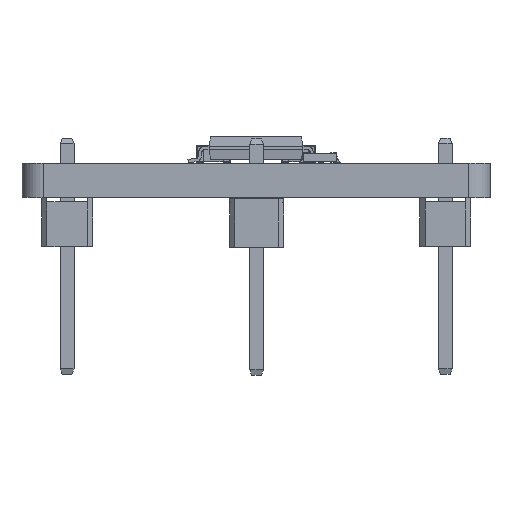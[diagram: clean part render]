
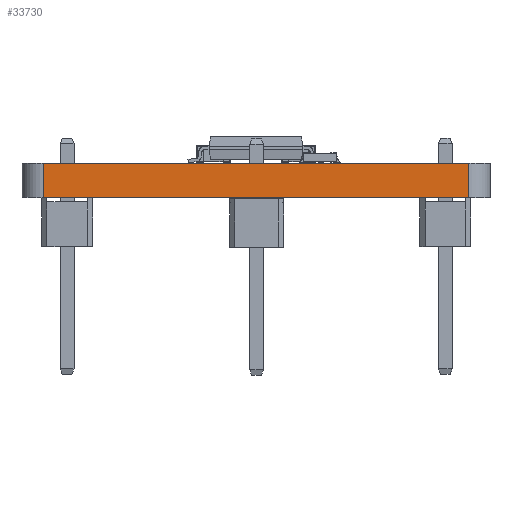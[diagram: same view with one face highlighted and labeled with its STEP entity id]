
A CAD part, front view. The second image highlights one B-rep face of the part: STEP entity #33730.
In plain terms, the highlighted planar face has unit normal (0, -1, 0).
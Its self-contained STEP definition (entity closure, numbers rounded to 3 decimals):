
#32344 = PLANE('',#32345);
#32345 = AXIS2_PLACEMENT_3D('',#32346,#32347,#32348);
#32346 = CARTESIAN_POINT('',(11.,11.,1.6));
#32347 = DIRECTION('',(0.,0.,1.));
#32348 = DIRECTION('',(1.,0.,-0.));
#32399 = PLANE('',#32400);
#32400 = AXIS2_PLACEMENT_3D('',#32401,#32402,#32403);
#32401 = CARTESIAN_POINT('',(11.,11.,0.));
#32402 = DIRECTION('',(0.,0.,1.));
#32403 = DIRECTION('',(1.,0.,-0.));
#32454 = CYLINDRICAL_SURFACE('',#32455,1.);
#32455 = AXIS2_PLACEMENT_3D('',#32456,#32457,#32458);
#32456 = CARTESIAN_POINT('',(21.,1.,0.));
#32457 = DIRECTION('',(-0.,-0.,-1.));
#32458 = DIRECTION('',(1.,0.,-0.));
#32621 = VERTEX_POINT('',#32622);
#32622 = CARTESIAN_POINT('',(1.,-0.,0.));
#32637 = CYLINDRICAL_SURFACE('',#32638,1.);
#32638 = AXIS2_PLACEMENT_3D('',#32639,#32640,#32641);
#32639 = CARTESIAN_POINT('',(1.,1.,0.));
#32640 = DIRECTION('',(-0.,-0.,-1.));
#32641 = DIRECTION('',(1.,0.,-0.));
#32649 = EDGE_CURVE('',#32650,#32621,#32652,.T.);
#32650 = VERTEX_POINT('',#32651);
#32651 = CARTESIAN_POINT('',(21.,-0.,0.));
#32652 = SURFACE_CURVE('',#32653,(#32657,#32664),.PCURVE_S1.);
#32653 = LINE('',#32654,#32655);
#32654 = CARTESIAN_POINT('',(21.,-0.,0.));
#32655 = VECTOR('',#32656,1.);
#32656 = DIRECTION('',(-1.,0.,0.));
#32657 = PCURVE('',#32399,#32658);
#32658 = DEFINITIONAL_REPRESENTATION('',(#32659),#32663);
#32659 = LINE('',#32660,#32661);
#32660 = CARTESIAN_POINT('',(10.,-11.));
#32661 = VECTOR('',#32662,1.);
#32662 = DIRECTION('',(-1.,0.));
#32663 = ( GEOMETRIC_REPRESENTATION_CONTEXT(2) 
PARAMETRIC_REPRESENTATION_CONTEXT() REPRESENTATION_CONTEXT('2D SPACE',''
  ) );
#32664 = PCURVE('',#32665,#32670);
#32665 = PLANE('',#32666);
#32666 = AXIS2_PLACEMENT_3D('',#32667,#32668,#32669);
#32667 = CARTESIAN_POINT('',(21.,0.,0.));
#32668 = DIRECTION('',(0.,-1.,0.));
#32669 = DIRECTION('',(-1.,0.,0.));
#32670 = DEFINITIONAL_REPRESENTATION('',(#32671),#32675);
#32671 = LINE('',#32672,#32673);
#32672 = CARTESIAN_POINT('',(0.,0.));
#32673 = VECTOR('',#32674,1.);
#32674 = DIRECTION('',(1.,0.));
#32675 = ( GEOMETRIC_REPRESENTATION_CONTEXT(2) 
PARAMETRIC_REPRESENTATION_CONTEXT() REPRESENTATION_CONTEXT('2D SPACE',''
  ) );
#33218 = VERTEX_POINT('',#33219);
#33219 = CARTESIAN_POINT('',(1.,0.,1.6));
#33241 = EDGE_CURVE('',#33242,#33218,#33244,.T.);
#33242 = VERTEX_POINT('',#33243);
#33243 = CARTESIAN_POINT('',(21.,0.,1.6));
#33244 = SURFACE_CURVE('',#33245,(#33249,#33256),.PCURVE_S1.);
#33245 = LINE('',#33246,#33247);
#33246 = CARTESIAN_POINT('',(21.,0.,1.6));
#33247 = VECTOR('',#33248,1.);
#33248 = DIRECTION('',(-1.,0.,0.));
#33249 = PCURVE('',#32344,#33250);
#33250 = DEFINITIONAL_REPRESENTATION('',(#33251),#33255);
#33251 = LINE('',#33252,#33253);
#33252 = CARTESIAN_POINT('',(10.,-11.));
#33253 = VECTOR('',#33254,1.);
#33254 = DIRECTION('',(-1.,0.));
#33255 = ( GEOMETRIC_REPRESENTATION_CONTEXT(2) 
PARAMETRIC_REPRESENTATION_CONTEXT() REPRESENTATION_CONTEXT('2D SPACE',''
  ) );
#33256 = PCURVE('',#32665,#33257);
#33257 = DEFINITIONAL_REPRESENTATION('',(#33258),#33262);
#33258 = LINE('',#33259,#33260);
#33259 = CARTESIAN_POINT('',(0.,-1.6));
#33260 = VECTOR('',#33261,1.);
#33261 = DIRECTION('',(1.,0.));
#33262 = ( GEOMETRIC_REPRESENTATION_CONTEXT(2) 
PARAMETRIC_REPRESENTATION_CONTEXT() REPRESENTATION_CONTEXT('2D SPACE',''
  ) );
#33680 = EDGE_CURVE('',#32650,#33242,#33681,.T.);
#33681 = SURFACE_CURVE('',#33682,(#33686,#33693),.PCURVE_S1.);
#33682 = LINE('',#33683,#33684);
#33683 = CARTESIAN_POINT('',(21.,-0.,0.));
#33684 = VECTOR('',#33685,1.);
#33685 = DIRECTION('',(0.,0.,1.));
#33686 = PCURVE('',#32454,#33687);
#33687 = DEFINITIONAL_REPRESENTATION('',(#33688),#33692);
#33688 = LINE('',#33689,#33690);
#33689 = CARTESIAN_POINT('',(-4.712,0.));
#33690 = VECTOR('',#33691,1.);
#33691 = DIRECTION('',(-0.,-1.));
#33692 = ( GEOMETRIC_REPRESENTATION_CONTEXT(2) 
PARAMETRIC_REPRESENTATION_CONTEXT() REPRESENTATION_CONTEXT('2D SPACE',''
  ) );
#33693 = PCURVE('',#32665,#33694);
#33694 = DEFINITIONAL_REPRESENTATION('',(#33695),#33699);
#33695 = LINE('',#33696,#33697);
#33696 = CARTESIAN_POINT('',(0.,0.));
#33697 = VECTOR('',#33698,1.);
#33698 = DIRECTION('',(0.,-1.));
#33699 = ( GEOMETRIC_REPRESENTATION_CONTEXT(2) 
PARAMETRIC_REPRESENTATION_CONTEXT() REPRESENTATION_CONTEXT('2D SPACE',''
  ) );
#33730 = ADVANCED_FACE('',(#33731),#32665,.T.);
#33731 = FACE_BOUND('',#33732,.T.);
#33732 = EDGE_LOOP('',(#33733,#33734,#33735,#33756));
#33733 = ORIENTED_EDGE('',*,*,#33680,.T.);
#33734 = ORIENTED_EDGE('',*,*,#33241,.T.);
#33735 = ORIENTED_EDGE('',*,*,#33736,.F.);
#33736 = EDGE_CURVE('',#32621,#33218,#33737,.T.);
#33737 = SURFACE_CURVE('',#33738,(#33742,#33749),.PCURVE_S1.);
#33738 = LINE('',#33739,#33740);
#33739 = CARTESIAN_POINT('',(1.,-0.,0.));
#33740 = VECTOR('',#33741,1.);
#33741 = DIRECTION('',(0.,0.,1.));
#33742 = PCURVE('',#32665,#33743);
#33743 = DEFINITIONAL_REPRESENTATION('',(#33744),#33748);
#33744 = LINE('',#33745,#33746);
#33745 = CARTESIAN_POINT('',(20.,0.));
#33746 = VECTOR('',#33747,1.);
#33747 = DIRECTION('',(0.,-1.));
#33748 = ( GEOMETRIC_REPRESENTATION_CONTEXT(2) 
PARAMETRIC_REPRESENTATION_CONTEXT() REPRESENTATION_CONTEXT('2D SPACE',''
  ) );
#33749 = PCURVE('',#32637,#33750);
#33750 = DEFINITIONAL_REPRESENTATION('',(#33751),#33755);
#33751 = LINE('',#33752,#33753);
#33752 = CARTESIAN_POINT('',(-4.712,0.));
#33753 = VECTOR('',#33754,1.);
#33754 = DIRECTION('',(-0.,-1.));
#33755 = ( GEOMETRIC_REPRESENTATION_CONTEXT(2) 
PARAMETRIC_REPRESENTATION_CONTEXT() REPRESENTATION_CONTEXT('2D SPACE',''
  ) );
#33756 = ORIENTED_EDGE('',*,*,#32649,.F.);
